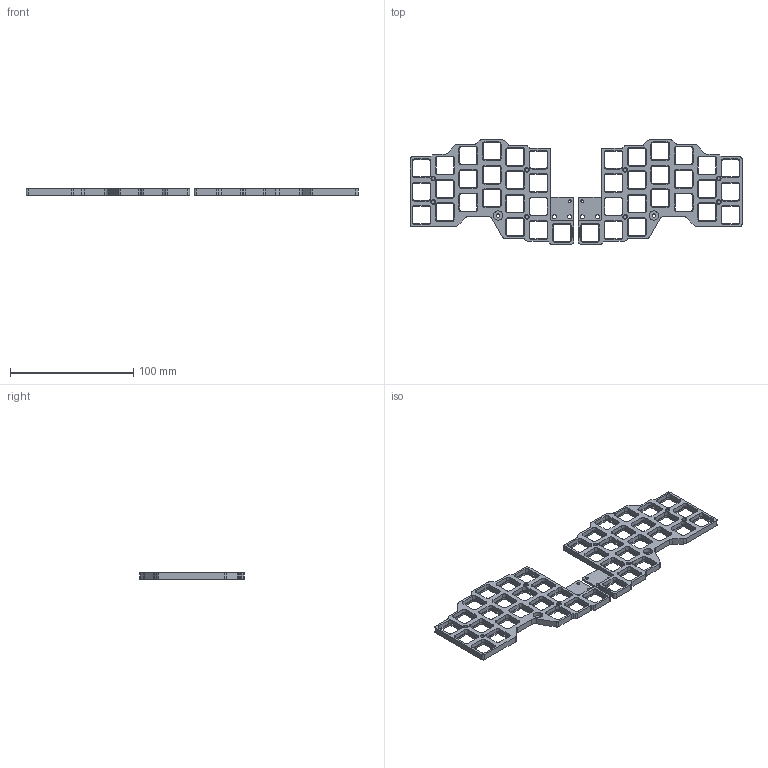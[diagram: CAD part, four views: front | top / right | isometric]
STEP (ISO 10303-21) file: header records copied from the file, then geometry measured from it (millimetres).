
FILE_DESCRIPTION(/* description */ (''),/* implementation_level */ '2;1');
FILE_NAME(/* name */ 'mriya-top-plate-v1.02.step',/* time_stamp */ '2025-11-23T16:44:50+03:00',/* author */ (''),/* organization */ (''),/* preprocessor_version */ 'ST-DEVELOPER v20.1',/* originating_system */ 'Autodesk Translation Framework v14.17.0.0',/* authorisation */ '');
FILE_SCHEMA (('AUTOMOTIVE_DESIGN { 1 0 10303 214 3 1 1 }'));
Length unit declared in the file: millimetre
Products named in the file (1): (Unsaved)
Bounding box: 269.5 x 84.6 x 5 mm (x, y, z)
Volume: 33804.4 mm3; surface area: 33053 mm2
Topology: 2 solids, 2 shells, 870 faces, 2434 edges, 1620 vertices
Faces by surface type: plane 448, cylinder 414, cone 8
Full cylindrical faces by diameter (mm): 2.2 x2, 2.8 x2, 2.9 x8, 3.4 x4, 7.6 x2
Entity records: 28422 total; most frequent: DIRECTION 5012, CARTESIAN_POINT 4925, ORIENTED_EDGE 4868, EDGE_CURVE 2434, AXIS2_PLACEMENT_3D 1707, VERTEX_POINT 1620, LINE 1598, VECTOR 1598
